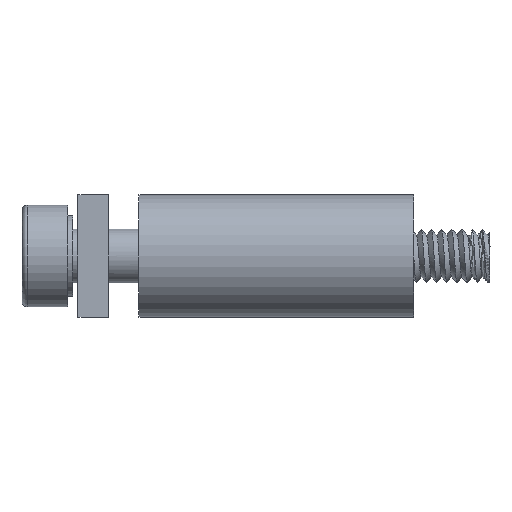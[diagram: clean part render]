
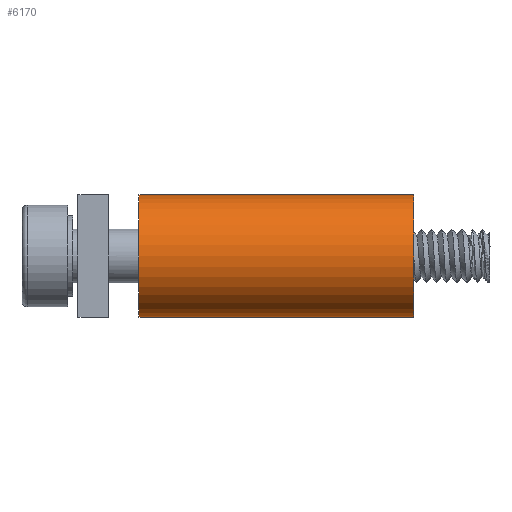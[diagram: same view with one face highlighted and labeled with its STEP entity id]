
A CAD part, left-side view. The second image highlights one B-rep face of the part: STEP entity #6170.
In plain terms, the highlighted cylindrical face has radius 3 mm (diameter 6 mm), a partial arc.
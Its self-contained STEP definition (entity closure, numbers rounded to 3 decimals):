
#174 = AXIS2_PLACEMENT_3D ( 'NONE', #1559, #6857, #2329 ) ;
#311 = EDGE_CURVE ( 'NONE', #6069, #1480, #8294, .T. ) ;
#520 = LINE ( 'NONE', #9704, #8088 ) ;
#679 = DIRECTION ( 'NONE',  ( 0., 1., 0. ) ) ;
#860 = CARTESIAN_POINT ( 'NONE',  ( 0., -18.75, 0. ) ) ;
#1480 = VERTEX_POINT ( 'NONE', #5944 ) ;
#1559 = CARTESIAN_POINT ( 'NONE',  ( 0., -18.75, 0. ) ) ;
#2132 = EDGE_LOOP ( 'NONE', ( #5431, #9683, #3741, #5438 ) ) ;
#2329 = DIRECTION ( 'NONE',  ( 0., 0., -1. ) ) ;
#2368 = DIRECTION ( 'NONE',  ( 0., -1., 0. ) ) ;
#3022 = CARTESIAN_POINT ( 'NONE',  ( 0., -18.75, -3. ) ) ;
#3069 = EDGE_CURVE ( 'NONE', #6350, #1480, #7562, .T. ) ;
#3741 = ORIENTED_EDGE ( 'NONE', *, *, #6617, .T. ) ;
#3870 = CIRCLE ( 'NONE', #174, 3. ) ;
#4333 = VECTOR ( 'NONE', #8205, 1000. ) ;
#4567 = CARTESIAN_POINT ( 'NONE',  ( 0., -18.75, 3. ) ) ;
#4698 = CYLINDRICAL_SURFACE ( 'NONE', #5813, 3. ) ;
#5406 = FACE_OUTER_BOUND ( 'NONE', #2132, .T. ) ;
#5431 = ORIENTED_EDGE ( 'NONE', *, *, #311, .F. ) ;
#5438 = ORIENTED_EDGE ( 'NONE', *, *, #3069, .T. ) ;
#5813 = AXIS2_PLACEMENT_3D ( 'NONE', #860, #7629, #6191 ) ;
#5905 = CARTESIAN_POINT ( 'NONE',  ( 0., -5.25, 3. ) ) ;
#5944 = CARTESIAN_POINT ( 'NONE',  ( 0., -5.25, -3. ) ) ;
#6069 = VERTEX_POINT ( 'NONE', #3022 ) ;
#6116 = EDGE_CURVE ( 'NONE', #8689, #6069, #3870, .T. ) ;
#6170 = ADVANCED_FACE ( 'NONE', ( #5406 ), #4698, .T. ) ;
#6191 = DIRECTION ( 'NONE',  ( 0., 0., 1. ) ) ;
#6350 = VERTEX_POINT ( 'NONE', #5905 ) ;
#6617 = EDGE_CURVE ( 'NONE', #8689, #6350, #520, .T. ) ;
#6857 = DIRECTION ( 'NONE',  ( 0., -1., 0. ) ) ;
#6892 = CARTESIAN_POINT ( 'NONE',  ( 0., -5.25, 0. ) ) ;
#6942 = AXIS2_PLACEMENT_3D ( 'NONE', #6892, #2368, #7633 ) ;
#7562 = CIRCLE ( 'NONE', #6942, 3. ) ;
#7629 = DIRECTION ( 'NONE',  ( 0., 1., 0. ) ) ;
#7633 = DIRECTION ( 'NONE',  ( 0., 0., -1. ) ) ;
#8088 = VECTOR ( 'NONE', #679, 1000. ) ;
#8205 = DIRECTION ( 'NONE',  ( 0., 1., 0. ) ) ;
#8294 = LINE ( 'NONE', #8945, #4333 ) ;
#8689 = VERTEX_POINT ( 'NONE', #4567 ) ;
#8945 = CARTESIAN_POINT ( 'NONE',  ( 0., -18.75, -3. ) ) ;
#9683 = ORIENTED_EDGE ( 'NONE', *, *, #6116, .F. ) ;
#9704 = CARTESIAN_POINT ( 'NONE',  ( 0., -18.75, 3. ) ) ;
